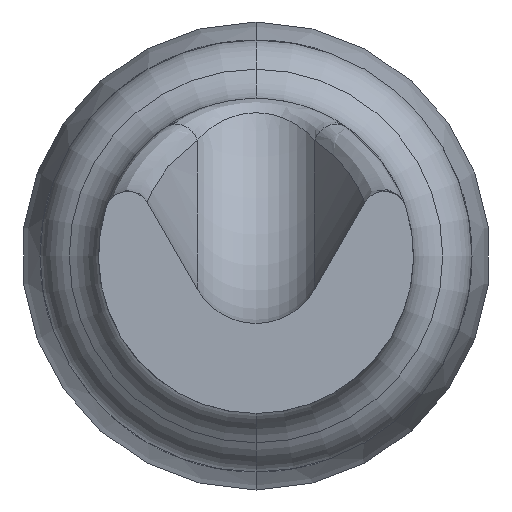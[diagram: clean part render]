
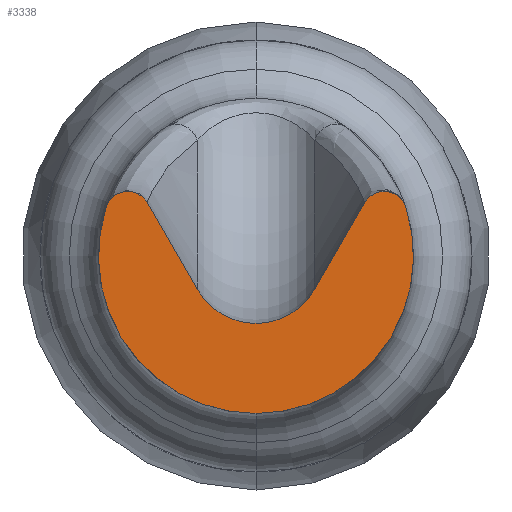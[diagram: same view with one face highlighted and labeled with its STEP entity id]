
A CAD part, front view. The second image highlights one B-rep face of the part: STEP entity #3338.
In plain terms, the highlighted planar face has unit normal (0, -1, 0).
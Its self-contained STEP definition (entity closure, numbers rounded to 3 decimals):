
#17 = CARTESIAN_POINT ( 'NONE',  ( 0., -31.6, 0. ) ) ;
#76 = CARTESIAN_POINT ( 'NONE',  ( -0.285, -31.6, 0.094 ) ) ;
#104 = ORIENTED_EDGE ( 'NONE', *, *, #335, .F. ) ;
#117 = LINE ( 'NONE', #3682, #2797 ) ;
#174 = VERTEX_POINT ( 'NONE', #2346 ) ;
#335 = EDGE_CURVE ( 'Defeature ausgef�hrt1_1+Defeature ausgef�hrt1_2+Defeature ausgef�hrt1_35+Defeature ausgef�hrt1_39', #3891, #2044, #3270, .T. ) ;
#564 = VERTEX_POINT ( 'NONE', #1207 ) ;
#573 = EDGE_CURVE ( 'Defeature ausgef�hrt1_1+Defeature ausgef�hrt1_2+Defeature ausgef�hrt1_35+Defeature ausgef�hrt1_39', #2350, #3891, #1744, .T. ) ;
#611 = AXIS2_PLACEMENT_3D ( 'NONE', #3325, #4379, #1224 ) ;
#662 = CARTESIAN_POINT ( 'NONE',  ( 0.471, -31.6, 0.516 ) ) ;
#688 = CARTESIAN_POINT ( 'NONE',  ( 0., -31.6, 0. ) ) ;
#696 = EDGE_CURVE ( 'Defeature ausgef�hrt1_2+Defeature ausgef�hrt1_39+Defeature ausgef�hrt1_30+Defeature ausgef�hrt1_1', #3530, #4522, #811, .T. ) ;
#709 = CARTESIAN_POINT ( 'NONE',  ( 0.285, -31.6, 0.094 ) ) ;
#713 = PLANE ( 'NONE',  #3851 ) ;
#772 = CIRCLE ( 'NONE', #2353, 0.15 ) ;
#811 = CIRCLE ( 'NONE', #2489, 0.05 ) ;
#853 = LINE ( 'NONE', #662, #1677 ) ;
#857 = CARTESIAN_POINT ( 'NONE',  ( -0.333, -31.6, 0.109 ) ) ;
#929 = CARTESIAN_POINT ( 'NONE',  ( 0.13, -31.6, -0.075 ) ) ;
#962 = CARTESIAN_POINT ( 'NONE',  ( -0.285, -31.6, 0.094 ) ) ;
#1049 = AXIS2_PLACEMENT_3D ( 'NONE', #3310, #2289, #2238 ) ;
#1135 = DIRECTION ( 'NONE',  ( 0., -1., 0. ) ) ;
#1191 = CIRCLE ( 'NONE', #2392, 0.05 ) ;
#1207 = CARTESIAN_POINT ( 'NONE',  ( 0.242, -31.6, 0.119 ) ) ;
#1224 = DIRECTION ( 'NONE',  ( 0., 0., 1. ) ) ;
#1303 = DIRECTION ( 'NONE',  ( 0., 0., 1. ) ) ;
#1329 = ORIENTED_EDGE ( 'NONE', *, *, #1870, .T. ) ;
#1345 = AXIS2_PLACEMENT_3D ( 'NONE', #709, #4147, #3155 ) ;
#1382 = CIRCLE ( 'NONE', #1435, 0.15 ) ;
#1398 = ORIENTED_EDGE ( 'NONE', *, *, #2305, .F. ) ;
#1435 = AXIS2_PLACEMENT_3D ( 'NONE', #688, #3504, #4212 ) ;
#1622 = DIRECTION ( 'NONE',  ( 0.5, 0., -0.866 ) ) ;
#1630 = EDGE_CURVE ( 'Defeature ausgef�hrt1_2+Defeature ausgef�hrt1_35+Defeature ausgef�hrt1_1+Defeature ausgef�hrt1_29', #174, #564, #2894, .T. ) ;
#1658 = DIRECTION ( 'NONE',  ( 0., -1., 0. ) ) ;
#1677 = VECTOR ( 'NONE', #3098, 1000. ) ;
#1690 = CARTESIAN_POINT ( 'NONE',  ( 0., -31.6, -0.35 ) ) ;
#1712 = VERTEX_POINT ( 'NONE', #929 ) ;
#1744 = CIRCLE ( 'NONE', #611, 0.35 ) ;
#1761 = EDGE_CURVE ( 'Defeature ausgef�hrt1_2+Defeature ausgef�hrt1_39+Defeature ausgef�hrt1_30+Defeature ausgef�hrt1_1', #4522, #2044, #1191, .T. ) ;
#1795 = AXIS2_PLACEMENT_3D ( 'NONE', #3745, #3764, #1303 ) ;
#1870 = EDGE_CURVE ( 'Defeature ausgef�hrt1_2+Defeature ausgef�hrt1_35+Defeature ausgef�hrt1_1+Defeature ausgef�hrt1_29', #2350, #174, #2126, .T. ) ;
#1912 = CARTESIAN_POINT ( 'NONE',  ( -0.13, -31.6, -0.075 ) ) ;
#1938 = CARTESIAN_POINT ( 'NONE',  ( 0.333, -31.6, 0.109 ) ) ;
#2044 = VERTEX_POINT ( 'NONE', #857 ) ;
#2126 = CIRCLE ( 'NONE', #1345, 0.05 ) ;
#2152 = ORIENTED_EDGE ( 'NONE', *, *, #1761, .T. ) ;
#2238 = DIRECTION ( 'NONE',  ( 0., 0., 1. ) ) ;
#2289 = DIRECTION ( 'NONE',  ( 0., -1., 0. ) ) ;
#2305 = EDGE_CURVE ( 'Defeature ausgef�hrt1_31+Defeature ausgef�hrt1_2+Defeature ausgef�hrt1_30+Defeature ausgef�hrt1_29', #2908, #3639, #772, .T. ) ;
#2346 = CARTESIAN_POINT ( 'NONE',  ( 0.285, -31.6, 0.144 ) ) ;
#2350 = VERTEX_POINT ( 'NONE', #1938 ) ;
#2353 = AXIS2_PLACEMENT_3D ( 'NONE', #3937, #3591, #2525 ) ;
#2392 = AXIS2_PLACEMENT_3D ( 'NONE', #962, #1658, #4113 ) ;
#2468 = ORIENTED_EDGE ( 'NONE', *, *, #1630, .T. ) ;
#2489 = AXIS2_PLACEMENT_3D ( 'NONE', #76, #1135, #3588 ) ;
#2525 = DIRECTION ( 'NONE',  ( 0., 0., -1. ) ) ;
#2640 = ORIENTED_EDGE ( 'NONE', *, *, #3157, .F. ) ;
#2645 = ORIENTED_EDGE ( 'NONE', *, *, #696, .T. ) ;
#2797 = VECTOR ( 'NONE', #1622, 1000. ) ;
#2894 = CIRCLE ( 'NONE', #1049, 0.05 ) ;
#2908 = VERTEX_POINT ( 'NONE', #1912 ) ;
#2911 = EDGE_CURVE ( 'Defeature ausgef�hrt1_30+Defeature ausgef�hrt1_2+Defeature ausgef�hrt1_39+Defeature ausgef�hrt1_31', #3530, #2908, #117, .T. ) ;
#3098 = DIRECTION ( 'NONE',  ( 0.5, 0., 0.866 ) ) ;
#3155 = DIRECTION ( 'NONE',  ( 0., 0., 1. ) ) ;
#3157 = EDGE_CURVE ( 'Defeature ausgef�hrt1_29+Defeature ausgef�hrt1_2+Defeature ausgef�hrt1_31+Defeature ausgef�hrt1_35', #1712, #564, #853, .T. ) ;
#3270 = CIRCLE ( 'NONE', #1795, 0.35 ) ;
#3299 = ORIENTED_EDGE ( 'NONE', *, *, #573, .F. ) ;
#3310 = CARTESIAN_POINT ( 'NONE',  ( 0.285, -31.6, 0.094 ) ) ;
#3325 = CARTESIAN_POINT ( 'NONE',  ( 0., -31.6, 0. ) ) ;
#3338 = ADVANCED_FACE ( 'Defeature ausgef�hrt1_2', ( #4247 ), #713, .F. ) ;
#3390 = EDGE_CURVE ( 'Defeature ausgef�hrt1_31+Defeature ausgef�hrt1_2+Defeature ausgef�hrt1_30+Defeature ausgef�hrt1_29', #3639, #1712, #1382, .T. ) ;
#3504 = DIRECTION ( 'NONE',  ( 0., -1., 0. ) ) ;
#3530 = VERTEX_POINT ( 'NONE', #3564 ) ;
#3564 = CARTESIAN_POINT ( 'NONE',  ( -0.242, -31.6, 0.119 ) ) ;
#3588 = DIRECTION ( 'NONE',  ( 0., 0., 1. ) ) ;
#3591 = DIRECTION ( 'NONE',  ( 0., -1., 0. ) ) ;
#3639 = VERTEX_POINT ( 'NONE', #4326 ) ;
#3682 = CARTESIAN_POINT ( 'NONE',  ( -0.471, -31.6, 0.516 ) ) ;
#3745 = CARTESIAN_POINT ( 'NONE',  ( 0., -31.6, 0. ) ) ;
#3764 = DIRECTION ( 'NONE',  ( 0., 1., 0. ) ) ;
#3819 = ORIENTED_EDGE ( 'NONE', *, *, #3390, .F. ) ;
#3851 = AXIS2_PLACEMENT_3D ( 'NONE', #17, #4230, #3863 ) ;
#3863 = DIRECTION ( 'NONE',  ( 0., 0., 1. ) ) ;
#3891 = VERTEX_POINT ( 'NONE', #1690 ) ;
#3937 = CARTESIAN_POINT ( 'NONE',  ( 0., -31.6, 0. ) ) ;
#4029 = CARTESIAN_POINT ( 'NONE',  ( -0.285, -31.6, 0.144 ) ) ;
#4113 = DIRECTION ( 'NONE',  ( 0., 0., 1. ) ) ;
#4147 = DIRECTION ( 'NONE',  ( 0., -1., 0. ) ) ;
#4197 = ORIENTED_EDGE ( 'NONE', *, *, #2911, .F. ) ;
#4212 = DIRECTION ( 'NONE',  ( 0., 0., -1. ) ) ;
#4230 = DIRECTION ( 'NONE',  ( 0., 1., 0. ) ) ;
#4234 = EDGE_LOOP ( 'NONE', ( #4197, #2645, #2152, #104, #3299, #1329, #2468, #2640, #3819, #1398 ) ) ;
#4247 = FACE_OUTER_BOUND ( 'NONE', #4234, .T. ) ;
#4326 = CARTESIAN_POINT ( 'NONE',  ( 0., -31.6, -0.15 ) ) ;
#4379 = DIRECTION ( 'NONE',  ( 0., 1., 0. ) ) ;
#4522 = VERTEX_POINT ( 'NONE', #4029 ) ;
